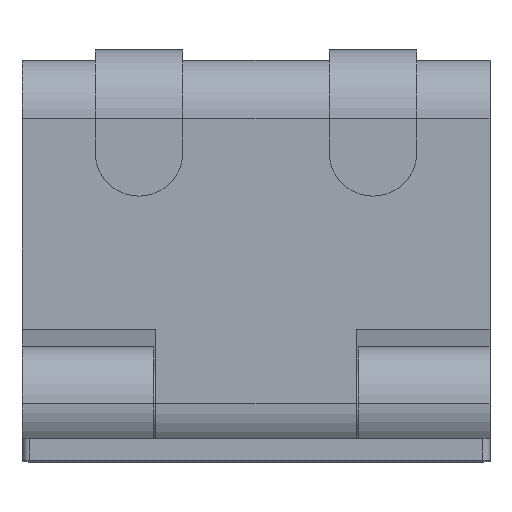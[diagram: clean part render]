
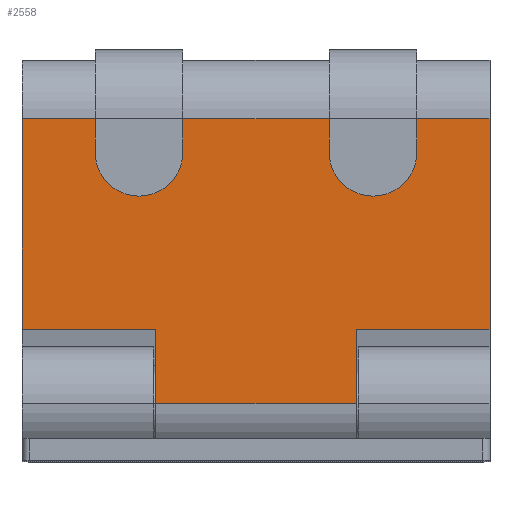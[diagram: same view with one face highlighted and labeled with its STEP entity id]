
A CAD part, top view. The second image highlights one B-rep face of the part: STEP entity #2558.
In plain terms, the highlighted planar face has unit normal (0, 0, 1).
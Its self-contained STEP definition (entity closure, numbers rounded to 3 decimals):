
#1277 = DIRECTION ( 'NONE',  ( 0., 1., 0. ) ) ;
#1278 = DIRECTION ( 'NONE',  ( 0., 0., -1. ) ) ;
#1279 = CARTESIAN_POINT ( 'NONE',  ( 16., 19.5, 3.9 ) ) ;
#1280 = AXIS2_PLACEMENT_3D ( 'NONE', #1279, #1278, #1277 ) ;
#1281 = PLANE ( 'NONE',  #1280 ) ;
#1282 = FACE_OUTER_BOUND ( 'NONE', #2559, .T. ) ;
#1283 = DIRECTION ( 'NONE',  ( 0., -1., 0. ) ) ;
#1284 = VECTOR ( 'NONE', #1283, 1000. ) ;
#1285 = CARTESIAN_POINT ( 'NONE',  ( 5., 19.5, 3.9 ) ) ;
#1286 = LINE ( 'NONE', #1285, #1284 ) ;
#1287 = DIRECTION ( 'NONE',  ( -1., 0., 0. ) ) ;
#1288 = VECTOR ( 'NONE', #1287, 1000. ) ;
#1289 = CARTESIAN_POINT ( 'NONE',  ( 16., 0., 3.9 ) ) ;
#1290 = LINE ( 'NONE', #1289, #1288 ) ;
#1291 = CARTESIAN_POINT ( 'NONE',  ( -5., 19.5, 3.9 ) ) ;
#1292 = DIRECTION ( 'NONE',  ( -1., 0., 0. ) ) ;
#1293 = VECTOR ( 'NONE', #1292, 1000. ) ;
#1294 = CARTESIAN_POINT ( 'NONE',  ( 16., 19.5, 3.9 ) ) ;
#1295 = LINE ( 'NONE', #1294, #1293 ) ;
#1296 = CARTESIAN_POINT ( 'NONE',  ( 6.85, 0., 3.9 ) ) ;
#1297 = CARTESIAN_POINT ( 'NONE',  ( -6.85, 0., 3.9 ) ) ;
#1309 = CARTESIAN_POINT ( 'NONE',  ( 5., 17.2, 3.9 ) ) ;
#1310 = CARTESIAN_POINT ( 'NONE',  ( -8., 14.2, 3.9 ) ) ;
#1311 = DIRECTION ( 'NONE',  ( 0., -1., 0. ) ) ;
#1312 = VECTOR ( 'NONE', #1311, 1000. ) ;
#1313 = CARTESIAN_POINT ( 'NONE',  ( -16., 19.5, 3.9 ) ) ;
#1314 = LINE ( 'NONE', #1313, #1312 ) ;
#1315 = DIRECTION ( 'NONE',  ( 0., 1., 0. ) ) ;
#1316 = DIRECTION ( 'NONE',  ( 0., 0., -1. ) ) ;
#1317 = CARTESIAN_POINT ( 'NONE',  ( 8., 17.2, 3.9 ) ) ;
#1318 = AXIS2_PLACEMENT_3D ( 'NONE', #1317, #1316, #1315 ) ;
#1319 = CIRCLE ( 'NONE', #1318, 3. ) ;
#1320 = DIRECTION ( 'NONE',  ( 0., 1., 0. ) ) ;
#1321 = DIRECTION ( 'NONE',  ( 0., 0., -1. ) ) ;
#1322 = CARTESIAN_POINT ( 'NONE',  ( 8., 17.2, 3.9 ) ) ;
#1323 = AXIS2_PLACEMENT_3D ( 'NONE', #1322, #1321, #1320 ) ;
#1324 = CIRCLE ( 'NONE', #1323, 3. ) ;
#1325 = DIRECTION ( 'NONE',  ( 0., 1., 0. ) ) ;
#1326 = DIRECTION ( 'NONE',  ( 0., 0., -1. ) ) ;
#1327 = CARTESIAN_POINT ( 'NONE',  ( -8., 17.2, 3.9 ) ) ;
#1328 = AXIS2_PLACEMENT_3D ( 'NONE', #1327, #1326, #1325 ) ;
#1329 = CIRCLE ( 'NONE', #1328, 3. ) ;
#1330 = CARTESIAN_POINT ( 'NONE',  ( 8., 14.2, 3.9 ) ) ;
#1331 = CARTESIAN_POINT ( 'NONE',  ( -6.85, 5.1, 3.9 ) ) ;
#1332 = DIRECTION ( 'NONE',  ( 0., -1., 0. ) ) ;
#1333 = VECTOR ( 'NONE', #1332, 1000. ) ;
#1334 = CARTESIAN_POINT ( 'NONE',  ( -5., 19.5, 3.9 ) ) ;
#1335 = LINE ( 'NONE', #1334, #1333 ) ;
#1336 = CARTESIAN_POINT ( 'NONE',  ( -11., 17.2, 3.9 ) ) ;
#1349 = DIRECTION ( 'NONE',  ( -1., 0., 0. ) ) ;
#1350 = VECTOR ( 'NONE', #1349, 1000. ) ;
#1351 = CARTESIAN_POINT ( 'NONE',  ( -16., 5.1, 3.9 ) ) ;
#1352 = LINE ( 'NONE', #1351, #1350 ) ;
#1357 = CARTESIAN_POINT ( 'NONE',  ( -16., 5.1, 3.9 ) ) ;
#1358 = DIRECTION ( 'NONE',  ( 0., 1., 0. ) ) ;
#1359 = DIRECTION ( 'NONE',  ( 0., 0., -1. ) ) ;
#1360 = CARTESIAN_POINT ( 'NONE',  ( -8., 17.2, 3.9 ) ) ;
#1361 = AXIS2_PLACEMENT_3D ( 'NONE', #1360, #1359, #1358 ) ;
#1362 = CIRCLE ( 'NONE', #1361, 3. ) ;
#1363 = DIRECTION ( 'NONE',  ( 0., 1., 0. ) ) ;
#1364 = VECTOR ( 'NONE', #1363, 1000. ) ;
#1365 = CARTESIAN_POINT ( 'NONE',  ( -6.85, -3.9, 3.9 ) ) ;
#1366 = LINE ( 'NONE', #1365, #1364 ) ;
#1367 = CARTESIAN_POINT ( 'NONE',  ( -5., 17.2, 3.9 ) ) ;
#1368 = DIRECTION ( 'NONE',  ( 0., -1., 0. ) ) ;
#1369 = VECTOR ( 'NONE', #1368, 1000. ) ;
#1370 = CARTESIAN_POINT ( 'NONE',  ( -11., 19.5, 3.9 ) ) ;
#1371 = LINE ( 'NONE', #1370, #1369 ) ;
#1466 = CARTESIAN_POINT ( 'NONE',  ( 5., 19.5, 3.9 ) ) ;
#1497 = DIRECTION ( 'NONE',  ( 0., -1., 0. ) ) ;
#1498 = VECTOR ( 'NONE', #1497, 1000. ) ;
#1499 = CARTESIAN_POINT ( 'NONE',  ( 16., 19.5, 3.9 ) ) ;
#1500 = LINE ( 'NONE', #1499, #1498 ) ;
#1501 = CARTESIAN_POINT ( 'NONE',  ( 11., 19.5, 3.9 ) ) ;
#1761 = CARTESIAN_POINT ( 'NONE',  ( 16., 19.5, 3.9 ) ) ;
#1762 = DIRECTION ( 'NONE',  ( -1., 0., 0. ) ) ;
#1763 = VECTOR ( 'NONE', #1762, 1000. ) ;
#1764 = CARTESIAN_POINT ( 'NONE',  ( 16., 19.5, 3.9 ) ) ;
#1765 = LINE ( 'NONE', #1764, #1763 ) ;
#1766 = DIRECTION ( 'NONE',  ( 0., -1., 0. ) ) ;
#1767 = VECTOR ( 'NONE', #1766, 1000. ) ;
#1768 = CARTESIAN_POINT ( 'NONE',  ( 11., 19.5, 3.9 ) ) ;
#1769 = LINE ( 'NONE', #1768, #1767 ) ;
#1791 = CARTESIAN_POINT ( 'NONE',  ( -11., 19.5, 3.9 ) ) ;
#1792 = CARTESIAN_POINT ( 'NONE',  ( 6.85, 5.1, 3.9 ) ) ;
#1793 = DIRECTION ( 'NONE',  ( 0., -1., 0. ) ) ;
#1794 = VECTOR ( 'NONE', #1793, 1000. ) ;
#1795 = CARTESIAN_POINT ( 'NONE',  ( 6.85, -3.9, 3.9 ) ) ;
#1796 = LINE ( 'NONE', #1795, #1794 ) ;
#1797 = DIRECTION ( 'NONE',  ( -1., 0., 0. ) ) ;
#1798 = VECTOR ( 'NONE', #1797, 1000. ) ;
#1799 = CARTESIAN_POINT ( 'NONE',  ( 6.85, 5.1, 3.9 ) ) ;
#1800 = LINE ( 'NONE', #1799, #1798 ) ;
#1801 = CARTESIAN_POINT ( 'NONE',  ( 16., 5.1, 3.9 ) ) ;
#1803 = CARTESIAN_POINT ( 'NONE',  ( -16., 19.5, 3.9 ) ) ;
#1879 = CARTESIAN_POINT ( 'NONE',  ( 11., 17.2, 3.9 ) ) ;
#1892 = DIRECTION ( 'NONE',  ( -1., 0., 0. ) ) ;
#1893 = VECTOR ( 'NONE', #1892, 1000. ) ;
#1894 = CARTESIAN_POINT ( 'NONE',  ( 16., 19.5, 3.9 ) ) ;
#1895 = LINE ( 'NONE', #1894, #1893 ) ;
#2549 = VERTEX_POINT ( 'NONE', #1297 ) ;
#2550 = VERTEX_POINT ( 'NONE', #1296 ) ;
#2551 = EDGE_CURVE ( 'NONE', #2633, #2554, #1295, .T. ) ;
#2553 = ORIENTED_EDGE ( 'NONE', *, *, #2843, .F. ) ;
#2554 = VERTEX_POINT ( 'NONE', #1291 ) ;
#2555 = ORIENTED_EDGE ( 'NONE', *, *, #2556, .F. ) ;
#2556 = EDGE_CURVE ( 'NONE', #2550, #2549, #1290, .T. ) ;
#2557 = EDGE_CURVE ( 'NONE', #2633, #2576, #1286, .T. ) ;
#2558 = ADVANCED_FACE ( 'NONE', ( #1282 ), #1281, .F. ) ;
#2559 = EDGE_LOOP ( 'NONE', ( #2555, #2553, #2841, #2676, #2669, #2827, #2586, #2563, #2561, #2569, #2566, #2583, #2575, #2584, #2585, #2580, #2570, #2594 ) ) ;
#2561 = ORIENTED_EDGE ( 'NONE', *, *, #2557, .F. ) ;
#2562 = VERTEX_POINT ( 'NONE', #1336 ) ;
#2563 = ORIENTED_EDGE ( 'NONE', *, *, #2571, .T. ) ;
#2564 = EDGE_CURVE ( 'NONE', #2554, #2578, #1335, .T. ) ;
#2565 = VERTEX_POINT ( 'NONE', #1331 ) ;
#2566 = ORIENTED_EDGE ( 'NONE', *, *, #2564, .T. ) ;
#2567 = VERTEX_POINT ( 'NONE', #1330 ) ;
#2568 = EDGE_CURVE ( 'NONE', #2578, #2574, #1329, .T. ) ;
#2569 = ORIENTED_EDGE ( 'NONE', *, *, #2551, .T. ) ;
#2570 = ORIENTED_EDGE ( 'NONE', *, *, #2589, .F. ) ;
#2571 = EDGE_CURVE ( 'NONE', #2567, #2576, #1324, .T. ) ;
#2572 = EDGE_CURVE ( 'NONE', #2897, #2567, #1319, .T. ) ;
#2573 = EDGE_CURVE ( 'NONE', #2870, #2587, #1314, .T. ) ;
#2574 = VERTEX_POINT ( 'NONE', #1310 ) ;
#2575 = ORIENTED_EDGE ( 'NONE', *, *, #2582, .T. ) ;
#2576 = VERTEX_POINT ( 'NONE', #1309 ) ;
#2577 = EDGE_CURVE ( 'NONE', #2845, #2562, #1371, .T. ) ;
#2578 = VERTEX_POINT ( 'NONE', #1367 ) ;
#2580 = ORIENTED_EDGE ( 'NONE', *, *, #2573, .T. ) ;
#2581 = EDGE_CURVE ( 'NONE', #2549, #2565, #1366, .T. ) ;
#2582 = EDGE_CURVE ( 'NONE', #2574, #2562, #1362, .T. ) ;
#2583 = ORIENTED_EDGE ( 'NONE', *, *, #2568, .T. ) ;
#2584 = ORIENTED_EDGE ( 'NONE', *, *, #2577, .F. ) ;
#2585 = ORIENTED_EDGE ( 'NONE', *, *, #2891, .T. ) ;
#2586 = ORIENTED_EDGE ( 'NONE', *, *, #2572, .T. ) ;
#2587 = VERTEX_POINT ( 'NONE', #1357 ) ;
#2589 = EDGE_CURVE ( 'NONE', #2565, #2587, #1352, .T. ) ;
#2594 = ORIENTED_EDGE ( 'NONE', *, *, #2581, .F. ) ;
#2633 = VERTEX_POINT ( 'NONE', #1466 ) ;
#2669 = ORIENTED_EDGE ( 'NONE', *, *, #2829, .T. ) ;
#2674 = VERTEX_POINT ( 'NONE', #1501 ) ;
#2675 = EDGE_CURVE ( 'NONE', #2830, #2840, #1500, .T. ) ;
#2676 = ORIENTED_EDGE ( 'NONE', *, *, #2675, .F. ) ;
#2826 = EDGE_CURVE ( 'NONE', #2674, #2897, #1769, .T. ) ;
#2827 = ORIENTED_EDGE ( 'NONE', *, *, #2826, .T. ) ;
#2829 = EDGE_CURVE ( 'NONE', #2830, #2674, #1765, .T. ) ;
#2830 = VERTEX_POINT ( 'NONE', #1761 ) ;
#2840 = VERTEX_POINT ( 'NONE', #1801 ) ;
#2841 = ORIENTED_EDGE ( 'NONE', *, *, #2842, .F. ) ;
#2842 = EDGE_CURVE ( 'NONE', #2840, #2844, #1800, .T. ) ;
#2843 = EDGE_CURVE ( 'NONE', #2844, #2550, #1796, .T. ) ;
#2844 = VERTEX_POINT ( 'NONE', #1792 ) ;
#2845 = VERTEX_POINT ( 'NONE', #1791 ) ;
#2870 = VERTEX_POINT ( 'NONE', #1803 ) ;
#2891 = EDGE_CURVE ( 'NONE', #2845, #2870, #1895, .T. ) ;
#2897 = VERTEX_POINT ( 'NONE', #1879 ) ;
